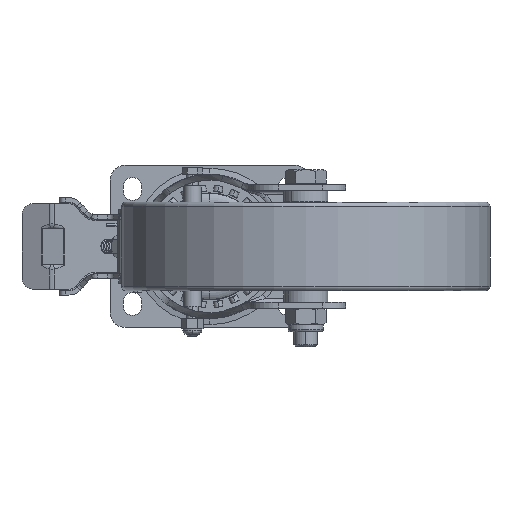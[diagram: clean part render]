
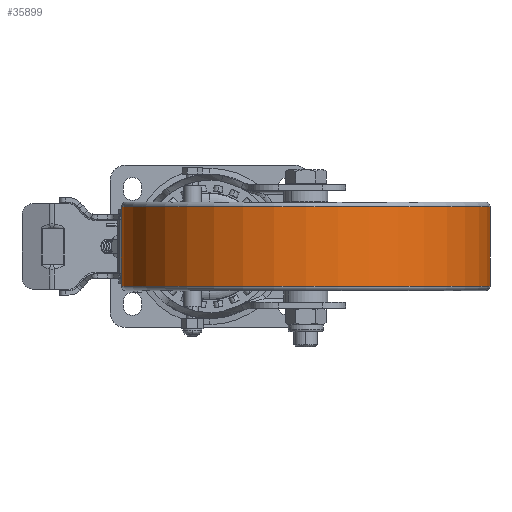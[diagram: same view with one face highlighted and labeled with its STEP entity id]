
A CAD part, front view. The second image highlights one B-rep face of the part: STEP entity #35899.
In plain terms, the highlighted cylindrical face has radius 125 mm (diameter 250 mm), a partial arc.
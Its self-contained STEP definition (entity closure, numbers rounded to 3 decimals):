
#5439 = CARTESIAN_POINT ( 'NONE',  ( 65., -174.996, -27. ) ) ;
#7245 = AXIS2_PLACEMENT_3D ( 'NONE', #76907, #86359, #95068 ) ;
#11102 = VERTEX_POINT ( 'NONE', #48501 ) ;
#11287 = VERTEX_POINT ( 'NONE', #15281 ) ;
#13116 = AXIS2_PLACEMENT_3D ( 'NONE', #17493, #77896, #105483 ) ;
#15281 = CARTESIAN_POINT ( 'NONE',  ( -60., -174.996, 27. ) ) ;
#16248 = CARTESIAN_POINT ( 'NONE',  ( 190., -174.996, 27. ) ) ;
#17493 = CARTESIAN_POINT ( 'NONE',  ( 65., -174.996, 28.614 ) ) ;
#24779 = EDGE_CURVE ( 'NONE', #11102, #57028, #78224, .T. ) ;
#26038 = CARTESIAN_POINT ( 'NONE',  ( -60., -174.996, 28.614 ) ) ;
#26424 = DIRECTION ( 'NONE',  ( 0., 0., 1. ) ) ;
#26921 = ORIENTED_EDGE ( 'NONE', *, *, #105201, .F. ) ;
#35899 = ADVANCED_FACE ( 'NONE', ( #73729 ), #54802, .T. ) ;
#38736 = DIRECTION ( 'NONE',  ( 0., 0., 1. ) ) ;
#48501 = CARTESIAN_POINT ( 'NONE',  ( 190., -174.996, -27. ) ) ;
#49011 = ORIENTED_EDGE ( 'NONE', *, *, #88954, .T. ) ;
#51324 = ORIENTED_EDGE ( 'NONE', *, *, #24779, .T. ) ;
#54802 = CYLINDRICAL_SURFACE ( 'NONE', #13116, 125. ) ;
#55151 = ORIENTED_EDGE ( 'NONE', *, *, #82952, .T. ) ;
#57028 = VERTEX_POINT ( 'NONE', #16248 ) ;
#61588 = CARTESIAN_POINT ( 'NONE',  ( -60., -174.996, -27. ) ) ;
#63284 = CARTESIAN_POINT ( 'NONE',  ( 190., -174.996, 28.614 ) ) ;
#63852 = CIRCLE ( 'NONE', #64721, 125. ) ;
#64721 = AXIS2_PLACEMENT_3D ( 'NONE', #5439, #83711, #74660 ) ;
#69672 = VERTEX_POINT ( 'NONE', #61588 ) ;
#71507 = VECTOR ( 'NONE', #38736, 1000. ) ;
#72730 = VECTOR ( 'NONE', #26424, 1000. ) ;
#73729 = FACE_OUTER_BOUND ( 'NONE', #91834, .T. ) ;
#74660 = DIRECTION ( 'NONE',  ( 1., 0., 0. ) ) ;
#76907 = CARTESIAN_POINT ( 'NONE',  ( 65., -174.996, 27. ) ) ;
#77896 = DIRECTION ( 'NONE',  ( 0., 0., 1. ) ) ;
#78224 = LINE ( 'NONE', #63284, #71507 ) ;
#80563 = CIRCLE ( 'NONE', #7245, 125. ) ;
#82952 = EDGE_CURVE ( 'NONE', #69672, #11102, #63852, .T. ) ;
#83711 = DIRECTION ( 'NONE',  ( 0., 0., 1. ) ) ;
#86359 = DIRECTION ( 'NONE',  ( 0., 0., -1. ) ) ;
#87589 = LINE ( 'NONE', #26038, #72730 ) ;
#88954 = EDGE_CURVE ( 'NONE', #57028, #11287, #80563, .T. ) ;
#91834 = EDGE_LOOP ( 'NONE', ( #26921, #55151, #51324, #49011 ) ) ;
#95068 = DIRECTION ( 'NONE',  ( -1., 0., 0. ) ) ;
#105201 = EDGE_CURVE ( 'NONE', #69672, #11287, #87589, .T. ) ;
#105483 = DIRECTION ( 'NONE',  ( 1., 0., 0. ) ) ;
